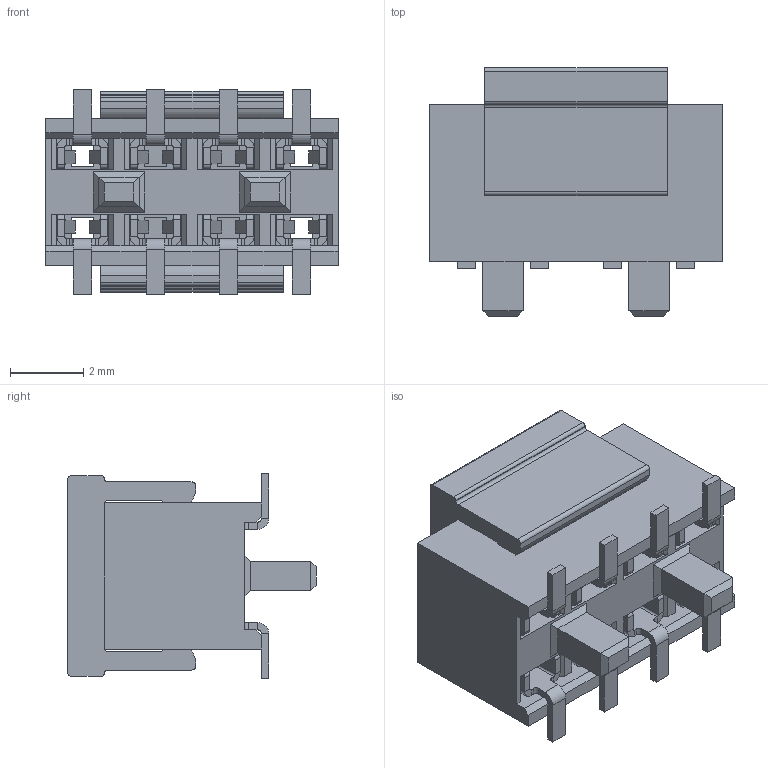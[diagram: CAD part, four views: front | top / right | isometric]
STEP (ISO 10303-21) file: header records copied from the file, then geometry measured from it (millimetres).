
FILE_DESCRIPTION(/* description */ (''),/* implementation_level */ '2;1');
FILE_NAME(/* name */ '7460-008-xx-10-PPxx.stp',/* time_stamp */ '2025-12-02T10:22:12+01:00',/* author */ ('andreas.larin'),/* organization */ (''),/* preprocessor_version */ 'ST-DEVELOPER v20',/* originating_system */ 'Autodesk Inventor 2025',/* authorisation */ '');
FILE_SCHEMA (('AUTOMOTIVE_DESIGN { 1 0 10303 214 3 1 1 }'));
Length unit declared in the file: millimetre
Products named in the file (3): 7460-008-xx-10-PPxx; 7460-008-CAP; 7460-008-xx-10-xxxx
Assembly tree (2 placements, depth 2):
  7460-008-xx-10-PPxx
    7460-008-CAP
    7460-008-xx-10-xxxx
Bounding box: 8 x 6.8 x 5.6 mm (x, y, z)
Volume: 147.5 mm3; surface area: 529.2 mm2
Topology: 2 solids, 2 shells, 968 faces, 2406 edges, 1412 vertices
Faces by surface type: plane 652, cylinder 236, bspline 80
Entity records: 31685 total; most frequent: CARTESIAN_POINT 7879, ORIENTED_EDGE 4812, DIRECTION 4600, EDGE_CURVE 2406, LINE 1742, VECTOR 1742, AXIS2_PLACEMENT_3D 1429, VERTEX_POINT 1412
